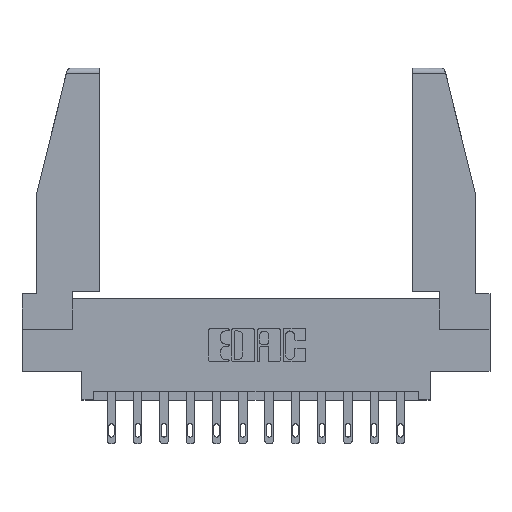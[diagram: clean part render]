
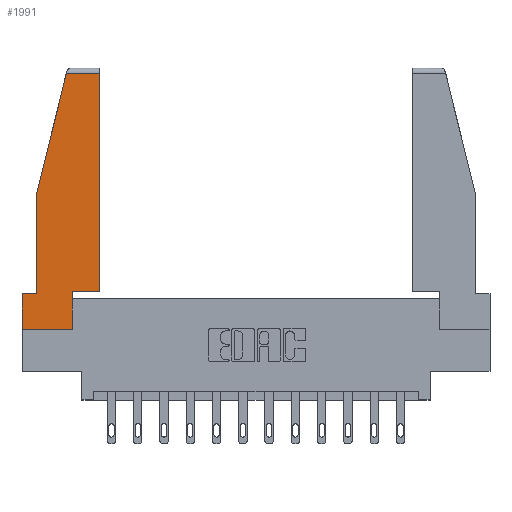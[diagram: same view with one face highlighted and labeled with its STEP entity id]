
A CAD part, top view. The second image highlights one B-rep face of the part: STEP entity #1991.
In plain terms, the highlighted planar face has unit normal (0, 0, 1).
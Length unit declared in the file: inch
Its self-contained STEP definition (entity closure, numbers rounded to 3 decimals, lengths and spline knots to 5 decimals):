
#487 = LINE ( 'NONE', #15033, #9451 ) ;
#621 = VECTOR ( 'NONE', #9488, 39.37008 ) ;
#761 = CARTESIAN_POINT ( 'NONE',  ( 0.297, 0., 0. ) ) ;
#1205 = LINE ( 'NONE', #10620, #621 ) ;
#1425 = CARTESIAN_POINT ( 'NONE',  ( 0., 0., 0. ) ) ;
#1526 = DIRECTION ( 'NONE',  ( 1., 0., 0. ) ) ;
#1991 = ADVANCED_FACE ( 'NONE', ( #8014 ), #12051, .T. ) ;
#2228 = ORIENTED_EDGE ( 'NONE', *, *, #12066, .T. ) ;
#2894 = VECTOR ( 'NONE', #8112, 39.37008 ) ;
#3168 = CARTESIAN_POINT ( 'NONE',  ( 0., 0.21, 0. ) ) ;
#3257 = LINE ( 'NONE', #15328, #2894 ) ;
#3447 = DIRECTION ( 'NONE',  ( 0., 1., 0. ) ) ;
#3848 = VECTOR ( 'NONE', #14071, 39.37008 ) ;
#3959 = DIRECTION ( 'NONE',  ( 0., -1., 0. ) ) ;
#3963 = ORIENTED_EDGE ( 'NONE', *, *, #12267, .T. ) ;
#4007 = VERTEX_POINT ( 'NONE', #9090 ) ;
#4299 = VERTEX_POINT ( 'NONE', #13715 ) ;
#4330 = EDGE_CURVE ( 'NONE', #14244, #4832, #487, .T. ) ;
#4460 = VECTOR ( 'NONE', #3447, 39.37008 ) ;
#4715 = EDGE_CURVE ( 'NONE', #4007, #10411, #7739, .T. ) ;
#4832 = VERTEX_POINT ( 'NONE', #8786 ) ;
#5064 = EDGE_CURVE ( 'NONE', #4299, #4007, #6401, .T. ) ;
#5204 = DIRECTION ( 'NONE',  ( 1., 0., 0. ) ) ;
#5276 = CARTESIAN_POINT ( 'NONE',  ( 0.461, 1.52, 0. ) ) ;
#5292 = VECTOR ( 'NONE', #7981, 39.37008 ) ;
#5510 = EDGE_CURVE ( 'NONE', #11048, #7378, #1205, .T. ) ;
#5701 = CARTESIAN_POINT ( 'NONE',  ( 0.461, 0.223, 0. ) ) ;
#5779 = ORIENTED_EDGE ( 'NONE', *, *, #4715, .T. ) ;
#6401 = LINE ( 'NONE', #7176, #8309 ) ;
#6426 = ORIENTED_EDGE ( 'NONE', *, *, #5064, .T. ) ;
#6503 = LINE ( 'NONE', #10496, #14272 ) ;
#6683 = CARTESIAN_POINT ( 'NONE',  ( 0.086, 0.21, 0. ) ) ;
#7176 = CARTESIAN_POINT ( 'NONE',  ( 0.297, 0.223, 0. ) ) ;
#7378 = VERTEX_POINT ( 'NONE', #6683 ) ;
#7739 = LINE ( 'NONE', #5701, #4460 ) ;
#7981 = DIRECTION ( 'NONE',  ( -1., 0., 0. ) ) ;
#8014 = FACE_OUTER_BOUND ( 'NONE', #11955, .T. ) ;
#8112 = DIRECTION ( 'NONE',  ( -0.239, -0.971, 0. ) ) ;
#8309 = VECTOR ( 'NONE', #10795, 39.37008 ) ;
#8414 = EDGE_CURVE ( 'NONE', #10411, #10177, #6503, .T. ) ;
#8786 = CARTESIAN_POINT ( 'NONE',  ( 0., 0., 0. ) ) ;
#8838 = DIRECTION ( 'NONE',  ( 0., 0., 1. ) ) ;
#9029 = LINE ( 'NONE', #761, #3848 ) ;
#9032 = ORIENTED_EDGE ( 'NONE', *, *, #10033, .T. ) ;
#9073 = VERTEX_POINT ( 'NONE', #12459 ) ;
#9090 = CARTESIAN_POINT ( 'NONE',  ( 0.461, 0.223, 0. ) ) ;
#9236 = VECTOR ( 'NONE', #1526, 39.37008 ) ;
#9264 = DIRECTION ( 'NONE',  ( -1., 0., 0. ) ) ;
#9322 = CARTESIAN_POINT ( 'NONE',  ( 0., 0.21, 0. ) ) ;
#9451 = VECTOR ( 'NONE', #3959, 39.37008 ) ;
#9488 = DIRECTION ( 'NONE',  ( 0., -1., 0. ) ) ;
#9733 = ORIENTED_EDGE ( 'NONE', *, *, #5510, .T. ) ;
#10033 = EDGE_CURVE ( 'NONE', #7378, #14244, #13280, .T. ) ;
#10177 = VERTEX_POINT ( 'NONE', #10785 ) ;
#10411 = VERTEX_POINT ( 'NONE', #5276 ) ;
#10496 = CARTESIAN_POINT ( 'NONE',  ( 0., 1.52, 0. ) ) ;
#10620 = CARTESIAN_POINT ( 'NONE',  ( 0.086, 0.8, 0. ) ) ;
#10673 = ORIENTED_EDGE ( 'NONE', *, *, #14349, .T. ) ;
#10765 = LINE ( 'NONE', #1425, #9236 ) ;
#10785 = CARTESIAN_POINT ( 'NONE',  ( 0.2636, 1.52, 0. ) ) ;
#10795 = DIRECTION ( 'NONE',  ( 1., 0., 0. ) ) ;
#10906 = AXIS2_PLACEMENT_3D ( 'NONE', #14689, #8838, #5204 ) ;
#11020 = ORIENTED_EDGE ( 'NONE', *, *, #8414, .T. ) ;
#11048 = VERTEX_POINT ( 'NONE', #11432 ) ;
#11432 = CARTESIAN_POINT ( 'NONE',  ( 0.086, 0.8, 0. ) ) ;
#11955 = EDGE_LOOP ( 'NONE', ( #5779, #11020, #10673, #9733, #9032, #12897, #2228, #3963, #6426 ) ) ;
#12051 = PLANE ( 'NONE',  #10906 ) ;
#12066 = EDGE_CURVE ( 'NONE', #4832, #9073, #10765, .T. ) ;
#12267 = EDGE_CURVE ( 'NONE', #9073, #4299, #9029, .T. ) ;
#12459 = CARTESIAN_POINT ( 'NONE',  ( 0.297, 0., 0. ) ) ;
#12897 = ORIENTED_EDGE ( 'NONE', *, *, #4330, .T. ) ;
#13280 = LINE ( 'NONE', #3168, #5292 ) ;
#13715 = CARTESIAN_POINT ( 'NONE',  ( 0.297, 0.223, 0. ) ) ;
#14071 = DIRECTION ( 'NONE',  ( 0., 1., 0. ) ) ;
#14244 = VERTEX_POINT ( 'NONE', #9322 ) ;
#14272 = VECTOR ( 'NONE', #9264, 39.37008 ) ;
#14349 = EDGE_CURVE ( 'NONE', #10177, #11048, #3257, .T. ) ;
#14689 = CARTESIAN_POINT ( 'NONE',  ( 0., 0., 0. ) ) ;
#15033 = CARTESIAN_POINT ( 'NONE',  ( 0., 0.21, 0. ) ) ;
#15328 = CARTESIAN_POINT ( 'NONE',  ( 0.271, 1.55, 0. ) ) ;
